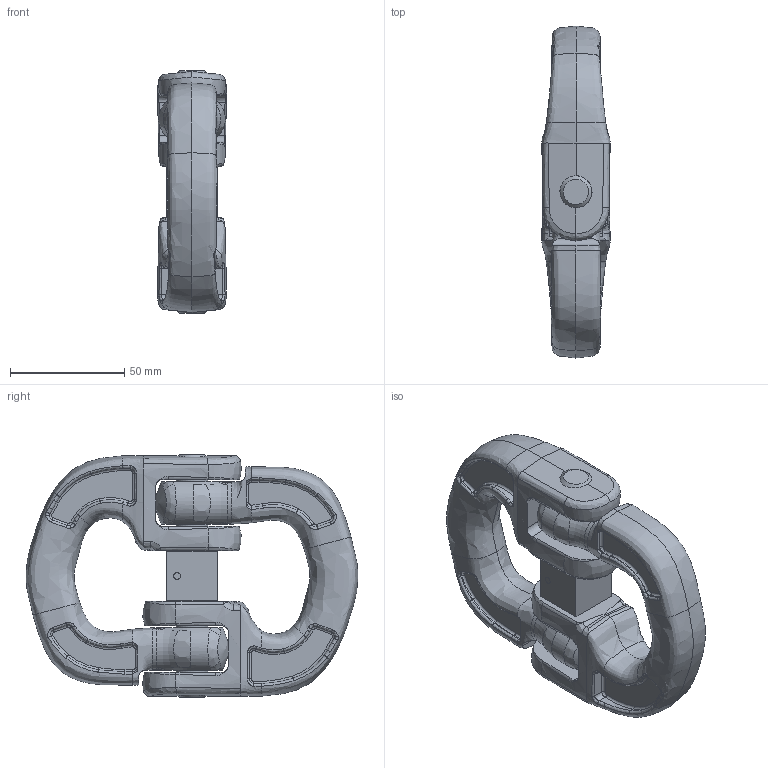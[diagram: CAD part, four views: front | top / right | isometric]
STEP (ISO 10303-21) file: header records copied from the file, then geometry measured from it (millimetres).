
FILE_DESCRIPTION(/* description */ (''),/* implementation_level */ '2;1');
FILE_NAME(/* name */ 'CLW 16 Kundenmodell',/* time_stamp */ '2010-01-05T14:05:44+01:00',/* author */ (''),/* organization */ (''),/* preprocessor_version */ 'ST-DEVELOPER v9',/* originating_system */ 'UGS - NX 4.0',/* authorisation */ '');
FILE_SCHEMA (('AUTOMOTIVE_DESIGN { 1 0 10303 214 1 1 1 1 }'));
Products named in the file (1): rit3AA4rfwo
Bounding box: 30.2 x 144.99 x 106 mm (x, y, z)
Volume: 203777.7 mm3; surface area: 52821.3 mm2
Topology: 5 solids, 5 shells, 607 faces, 1462 edges, 855 vertices
Faces by surface type: bspline 294, cylinder 142, plane 93, torus 48, cone 26, sphere 4
Full cylindrical faces by diameter (mm): 3 x2, 14 x8
Entity records: 54331 total; most frequent: CARTESIAN_POINT 42452, ORIENTED_EDGE 2868, DIRECTION 1923, EDGE_CURVE 1434, VERTEX_POINT 847, AXIS2_PLACEMENT_3D 832, B_SPLINE_CURVE_WITH_KNOTS 657, EDGE_LOOP 633
